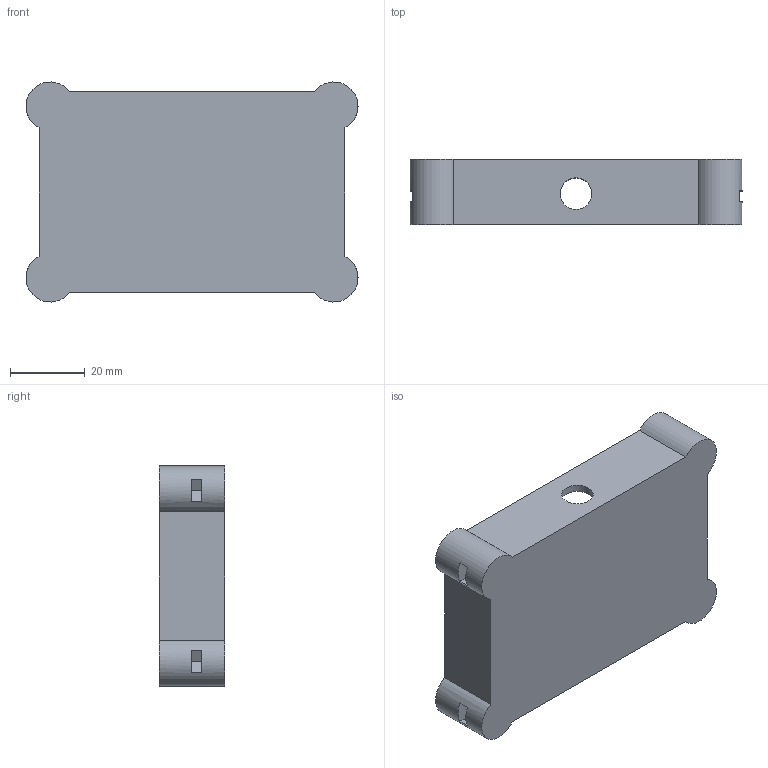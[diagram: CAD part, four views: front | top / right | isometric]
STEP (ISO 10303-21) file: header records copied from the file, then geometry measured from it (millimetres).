
FILE_DESCRIPTION(/* description */ (''),/* implementation_level */ '2;1');
FILE_NAME(/* name */ 'BoitierAlim.stp',/* time_stamp */ '2019-02-13T14:10:01+01:00',/* author */ ('Patapouf'),/* organization */ (''),/* preprocessor_version */ 'ST-DEVELOPER v17',/* originating_system */ 'Autodesk Inventor 2019',/* authorisation */ '');
FILE_SCHEMA (('AUTOMOTIVE_DESIGN { 1 0 10303 214 3 1 1 }'));
Length unit declared in the file: millimetre
Products named in the file (1): Component7
Bounding box: 89 x 17.5 x 58.98 mm (x, y, z)
Volume: 21904.7 mm3; surface area: 19038.1 mm2
Topology: 1 solids, 1 shells, 59 faces, 144 edges, 96 vertices
Faces by surface type: plane 39, cylinder 20
Full cylindrical faces by diameter (mm): 3.75 x8, 8.5 x4
Entity records: 1824 total; most frequent: DIRECTION 312, CARTESIAN_POINT 300, ORIENTED_EDGE 288, EDGE_CURVE 144, AXIS2_PLACEMENT_3D 108, LINE 96, VECTOR 96, VERTEX_POINT 96
